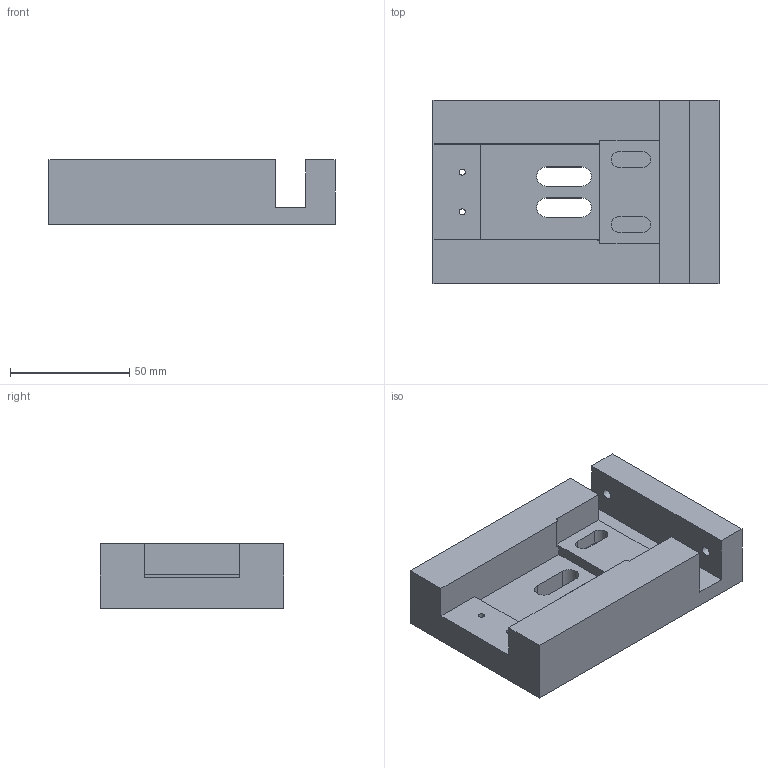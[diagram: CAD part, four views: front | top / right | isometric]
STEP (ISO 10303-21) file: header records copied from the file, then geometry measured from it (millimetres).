
FILE_DESCRIPTION(('FreeCAD Model'),'2;1');
FILE_NAME('v3Dual-Alignment_revC.step','2017-10-19T10:13:57',('Author'),(''), 'Open CASCADE STEP processor 6.9','FreeCAD','Unknown');
FILE_SCHEMA(('AUTOMOTIVE_DESIGN { 1 0 10303 214 1 1 1 1 }'));
Length unit declared in the file: millimetre
Products named in the file (1): Fillet
Bounding box: 120 x 77 x 27 mm (x, y, z)
Volume: 164415.7 mm3; surface area: 35172 mm2
Topology: 1 solids, 1 shells, 46 faces, 126 edges, 84 vertices
Faces by surface type: plane 32, cylinder 14
Full cylindrical faces by diameter (mm): 2.5 x2, 4.2 x2
Entity records: 3179 total; most frequent: CARTESIAN_POINT 597, DIRECTION 482, LINE 318, VECTOR 318, ORIENTED_EDGE 252, PCURVE 252, DEFINITIONAL_REPRESENTATION 252, EDGE_CURVE 126
